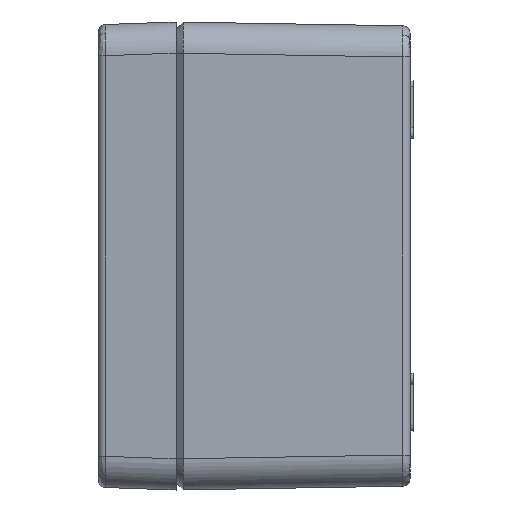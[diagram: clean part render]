
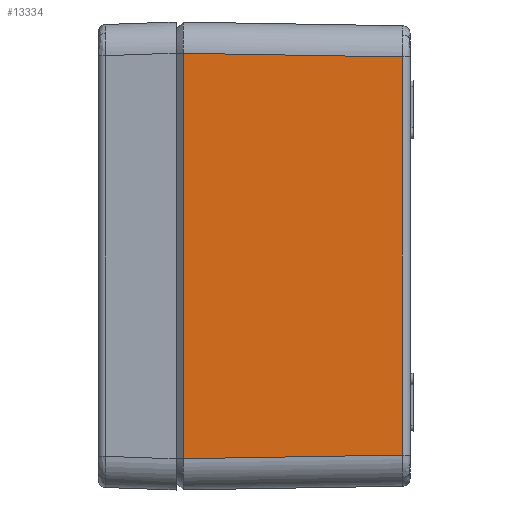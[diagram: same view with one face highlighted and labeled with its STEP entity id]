
A CAD part, left-side view. The second image highlights one B-rep face of the part: STEP entity #13334.
In plain terms, the highlighted planar face has unit normal (-1, -0.017, 0).
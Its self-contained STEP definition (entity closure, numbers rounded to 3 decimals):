
#1162=LINE('',#38621,#2081);
#1163=LINE('',#38631,#2082);
#1164=LINE('',#38633,#2083);
#1165=LINE('',#38634,#2084);
#2081=VECTOR('',#17404,1000.);
#2082=VECTOR('',#17407,1000.);
#2083=VECTOR('',#17408,1000.);
#2084=VECTOR('',#17409,1000.);
#2444=PLANE('',#14511);
#3871=FACE_OUTER_BOUND('',#4858,.T.);
#4858=EDGE_LOOP('',(#11641,#11642,#11643,#11644));
#6418=VERTEX_POINT('',#36806);
#6654=VERTEX_POINT('',#38607);
#6655=VERTEX_POINT('',#38630);
#6656=VERTEX_POINT('',#38632);
#8377=EDGE_CURVE('',#6418,#6654,#1162,.T.);
#8379=EDGE_CURVE('',#6654,#6655,#1163,.T.);
#8380=EDGE_CURVE('',#6655,#6656,#1164,.T.);
#8381=EDGE_CURVE('',#6656,#6418,#1165,.T.);
#11641=ORIENTED_EDGE('',*,*,#8377,.T.);
#11642=ORIENTED_EDGE('',*,*,#8379,.T.);
#11643=ORIENTED_EDGE('',*,*,#8380,.T.);
#11644=ORIENTED_EDGE('',*,*,#8381,.T.);
#13334=ADVANCED_FACE('',(#3871),#2444,.T.);
#14511=AXIS2_PLACEMENT_3D('',#38629,#17405,#17406);
#17404=DIRECTION('',(-0.017,1.,0.017));
#17405=DIRECTION('center_axis',(-1.,-0.017,
0.));
#17406=DIRECTION('ref_axis',(0.017,-1.,0.));
#17407=DIRECTION('',(0.,0.,-1.));
#17408=DIRECTION('',(0.017,-1.,0.017));
#17409=DIRECTION('',(0.,0.,1.));
#36806=CARTESIAN_POINT('',(-179.033,-58.033,51.034));
#38607=CARTESIAN_POINT('',(-179.97,-1.8,51.971));
#38621=CARTESIAN_POINT('',(-179.969,-1.866,51.97));
#38629=CARTESIAN_POINT('Origin',(-180.,0.,-60.));
#38630=CARTESIAN_POINT('',(-179.97,-1.8,-51.971));
#38631=CARTESIAN_POINT('',(-179.97,-1.8,-60.));
#38632=CARTESIAN_POINT('',(-179.033,-58.033,-51.034));
#38633=CARTESIAN_POINT('',(-180.002,0.133,-52.003));
#38634=CARTESIAN_POINT('',(-179.033,-58.033,51.001));
